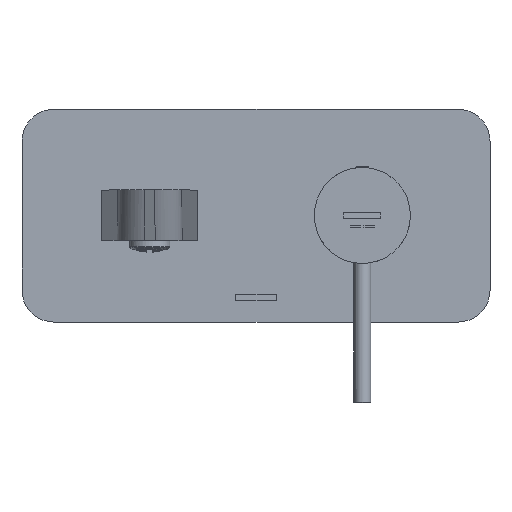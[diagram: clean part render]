
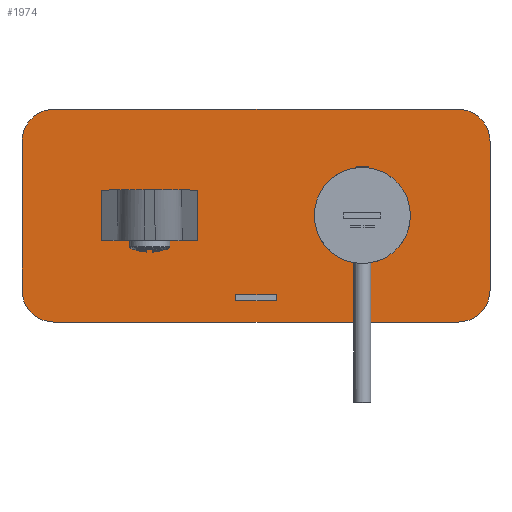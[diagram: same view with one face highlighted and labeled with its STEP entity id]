
A CAD part, top view. The second image highlights one B-rep face of the part: STEP entity #1974.
In plain terms, the highlighted planar face has unit normal (0, 0, 1).
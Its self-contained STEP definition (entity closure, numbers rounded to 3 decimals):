
#211 = CARTESIAN_POINT ( 'NONE',  ( -158.281, -66.283, 50. ) ) ;
#1974 = ADVANCED_FACE ( 'NONE', ( #19416, #38932, #48528, #52702 ), #57166, .F. ) ;
#2077 = VECTOR ( 'NONE', #13277, 1000. ) ;
#2079 = VERTEX_POINT ( 'NONE', #211 ) ;
#2406 = EDGE_CURVE ( 'NONE', #16695, #37912, #2462, .T. ) ;
#2462 = CIRCLE ( 'NONE', #38238, 15. ) ;
#3001 = ORIENTED_EDGE ( 'NONE', *, *, #59128, .F. ) ;
#3753 = CARTESIAN_POINT ( 'NONE',  ( -158.281, -51.283, 50. ) ) ;
#4208 = AXIS2_PLACEMENT_3D ( 'NONE', #55832, #22861, #11691 ) ;
#4996 = VERTEX_POINT ( 'NONE', #33162 ) ;
#5681 = CARTESIAN_POINT ( 'NONE',  ( -158.281, 33.717, 50. ) ) ;
#5728 = ORIENTED_EDGE ( 'NONE', *, *, #2406, .T. ) ;
#5922 = CARTESIAN_POINT ( 'NONE',  ( 31.719, 18.717, 50. ) ) ;
#6313 = EDGE_CURVE ( 'NONE', #16695, #2079, #24560, .T. ) ;
#8467 = DIRECTION ( 'NONE',  ( 0., 0., 1. ) ) ;
#8471 = CARTESIAN_POINT ( 'NONE',  ( -158.281, 18.717, 50. ) ) ;
#8523 = LINE ( 'NONE', #28048, #14654 ) ;
#8615 = VERTEX_POINT ( 'NONE', #51199 ) ;
#9429 = CARTESIAN_POINT ( 'NONE',  ( -72.781, -56.283, 50. ) ) ;
#9521 = VERTEX_POINT ( 'NONE', #63178 ) ;
#11422 = DIRECTION ( 'NONE',  ( -1., 0., 0. ) ) ;
#11610 = VERTEX_POINT ( 'NONE', #40738 ) ;
#11691 = DIRECTION ( 'NONE',  ( -1., 0., 0. ) ) ;
#11745 = EDGE_LOOP ( 'NONE', ( #47888, #19872, #19497, #16773 ) ) ;
#13180 = CARTESIAN_POINT ( 'NONE',  ( -34.531, -16.283, 50. ) ) ;
#13277 = DIRECTION ( 'NONE',  ( 1., 0., 0. ) ) ;
#13347 = CARTESIAN_POINT ( 'NONE',  ( -13.281, -16.283, 50. ) ) ;
#13411 = EDGE_CURVE ( 'NONE', #11610, #11610, #42279, .T. ) ;
#14308 = ORIENTED_EDGE ( 'NONE', *, *, #55164, .F. ) ;
#14575 = ORIENTED_EDGE ( 'NONE', *, *, #13411, .T. ) ;
#14654 = VECTOR ( 'NONE', #19097, 1000. ) ;
#15810 = EDGE_CURVE ( 'NONE', #20829, #53731, #49855, .T. ) ;
#15857 = AXIS2_PLACEMENT_3D ( 'NONE', #8471, #42062, #31840 ) ;
#15926 = CARTESIAN_POINT ( 'NONE',  ( 46.719, -66.283, 50. ) ) ;
#16695 = VERTEX_POINT ( 'NONE', #42270 ) ;
#16773 = ORIENTED_EDGE ( 'NONE', *, *, #54150, .T. ) ;
#17348 = VERTEX_POINT ( 'NONE', #13180 ) ;
#18379 = ORIENTED_EDGE ( 'NONE', *, *, #24180, .T. ) ;
#18524 = CARTESIAN_POINT ( 'NONE',  ( 46.719, -51.283, 50. ) ) ;
#18564 = CIRCLE ( 'NONE', #23671, 15. ) ;
#19097 = DIRECTION ( 'NONE',  ( 0., -1., 0. ) ) ;
#19362 = DIRECTION ( 'NONE',  ( -1., 0., 0. ) ) ;
#19416 = FACE_BOUND ( 'NONE', #11745, .T. ) ;
#19497 = ORIENTED_EDGE ( 'NONE', *, *, #47201, .T. ) ;
#19872 = ORIENTED_EDGE ( 'NONE', *, *, #15810, .T. ) ;
#20097 = EDGE_CURVE ( 'NONE', #41968, #20829, #32977, .T. ) ;
#20829 = VERTEX_POINT ( 'NONE', #9429 ) ;
#20908 = CARTESIAN_POINT ( 'NONE',  ( -53.781, -56.283, 50. ) ) ;
#20976 = VERTEX_POINT ( 'NONE', #47590 ) ;
#21992 = EDGE_CURVE ( 'NONE', #48097, #58433, #39352, .T. ) ;
#22128 = VECTOR ( 'NONE', #11422, 1000. ) ;
#22861 = DIRECTION ( 'NONE',  ( 0., 0., -1. ) ) ;
#23214 = LINE ( 'NONE', #57101, #2077 ) ;
#23671 = AXIS2_PLACEMENT_3D ( 'NONE', #3753, #57807, #43095 ) ;
#24180 = EDGE_CURVE ( 'NONE', #4996, #58433, #53728, .T. ) ;
#24495 = CARTESIAN_POINT ( 'NONE',  ( -53.781, -16.283, 50. ) ) ;
#24560 = LINE ( 'NONE', #15926, #22128 ) ;
#26077 = VECTOR ( 'NONE', #58668, 1000. ) ;
#26142 = AXIS2_PLACEMENT_3D ( 'NONE', #5922, #48788, #31174 ) ;
#26450 = DIRECTION ( 'NONE',  ( 0., 1., 0. ) ) ;
#26483 = ORIENTED_EDGE ( 'NONE', *, *, #21992, .F. ) ;
#26943 = VECTOR ( 'NONE', #58856, 1000. ) ;
#27466 = EDGE_CURVE ( 'NONE', #17348, #17348, #31791, .T. ) ;
#27622 = EDGE_LOOP ( 'NONE', ( #14575 ) ) ;
#28048 = CARTESIAN_POINT ( 'NONE',  ( 46.719, 33.717, 50. ) ) ;
#29447 = EDGE_CURVE ( 'NONE', #20976, #2079, #18564, .T. ) ;
#29614 = LINE ( 'NONE', #24495, #39049 ) ;
#30065 = CARTESIAN_POINT ( 'NONE',  ( -173.281, 33.717, 50. ) ) ;
#31174 = DIRECTION ( 'NONE',  ( -1., 0., 0. ) ) ;
#31791 = CIRCLE ( 'NONE', #4208, 21.25 ) ;
#31840 = DIRECTION ( 'NONE',  ( -1., 0., 0. ) ) ;
#32977 = LINE ( 'NONE', #41944, #47364 ) ;
#33154 = VECTOR ( 'NONE', #26450, 1000. ) ;
#33162 = CARTESIAN_POINT ( 'NONE',  ( 46.719, 18.717, 50. ) ) ;
#34961 = ORIENTED_EDGE ( 'NONE', *, *, #59054, .T. ) ;
#37912 = VERTEX_POINT ( 'NONE', #18524 ) ;
#38238 = AXIS2_PLACEMENT_3D ( 'NONE', #43333, #8467, #48131 ) ;
#38932 = FACE_BOUND ( 'NONE', #27622, .T. ) ;
#39049 = VECTOR ( 'NONE', #48488, 1000. ) ;
#39185 = ORIENTED_EDGE ( 'NONE', *, *, #6313, .F. ) ;
#39191 = AXIS2_PLACEMENT_3D ( 'NONE', #13347, #58420, #47894 ) ;
#39296 = CARTESIAN_POINT ( 'NONE',  ( -72.781, -53.433, 50. ) ) ;
#39321 = CIRCLE ( 'NONE', #15857, 15. ) ;
#39352 = LINE ( 'NONE', #30065, #26943 ) ;
#40587 = ORIENTED_EDGE ( 'NONE', *, *, #27466, .T. ) ;
#40738 = CARTESIAN_POINT ( 'NONE',  ( -125.581, -16.283, 50. ) ) ;
#40867 = CARTESIAN_POINT ( 'NONE',  ( -72.781, -16.283, 50. ) ) ;
#41944 = CARTESIAN_POINT ( 'NONE',  ( -13.281, -56.283, 50. ) ) ;
#41968 = VERTEX_POINT ( 'NONE', #20908 ) ;
#42062 = DIRECTION ( 'NONE',  ( 0., 0., 1. ) ) ;
#42270 = CARTESIAN_POINT ( 'NONE',  ( 31.719, -66.283, 50. ) ) ;
#42279 = CIRCLE ( 'NONE', #58575, 12.3 ) ;
#43095 = DIRECTION ( 'NONE',  ( -1., 0., 0. ) ) ;
#43333 = CARTESIAN_POINT ( 'NONE',  ( 31.719, -51.283, 50. ) ) ;
#44466 = EDGE_LOOP ( 'NONE', ( #40587 ) ) ;
#45376 = CARTESIAN_POINT ( 'NONE',  ( 31.719, 33.717, 50. ) ) ;
#47201 = EDGE_CURVE ( 'NONE', #53731, #9521, #23214, .T. ) ;
#47364 = VECTOR ( 'NONE', #57603, 1000. ) ;
#47590 = CARTESIAN_POINT ( 'NONE',  ( -173.281, -51.283, 50. ) ) ;
#47888 = ORIENTED_EDGE ( 'NONE', *, *, #20097, .T. ) ;
#47894 = DIRECTION ( 'NONE',  ( -1., 0., 0. ) ) ;
#48097 = VERTEX_POINT ( 'NONE', #5681 ) ;
#48131 = DIRECTION ( 'NONE',  ( -1., 0., 0. ) ) ;
#48135 = LINE ( 'NONE', #49077, #26077 ) ;
#48462 = CARTESIAN_POINT ( 'NONE',  ( -113.281, -16.283, 50. ) ) ;
#48488 = DIRECTION ( 'NONE',  ( 0., -1., 0. ) ) ;
#48528 = FACE_BOUND ( 'NONE', #44466, .T. ) ;
#48788 = DIRECTION ( 'NONE',  ( 0., 0., 1. ) ) ;
#49077 = CARTESIAN_POINT ( 'NONE',  ( -173.281, -66.283, 50. ) ) ;
#49855 = LINE ( 'NONE', #40867, #33154 ) ;
#49969 = ORIENTED_EDGE ( 'NONE', *, *, #29447, .T. ) ;
#51199 = CARTESIAN_POINT ( 'NONE',  ( -173.281, 18.717, 50. ) ) ;
#52702 = FACE_OUTER_BOUND ( 'NONE', #59585, .T. ) ;
#53728 = CIRCLE ( 'NONE', #26142, 15. ) ;
#53731 = VERTEX_POINT ( 'NONE', #39296 ) ;
#54150 = EDGE_CURVE ( 'NONE', #9521, #41968, #29614, .T. ) ;
#55164 = EDGE_CURVE ( 'NONE', #4996, #37912, #8523, .T. ) ;
#55832 = CARTESIAN_POINT ( 'NONE',  ( -13.281, -16.283, 50. ) ) ;
#57101 = CARTESIAN_POINT ( 'NONE',  ( -13.281, -53.433, 50. ) ) ;
#57166 = PLANE ( 'NONE',  #39191 ) ;
#57603 = DIRECTION ( 'NONE',  ( -1., 0., 0. ) ) ;
#57807 = DIRECTION ( 'NONE',  ( 0., 0., 1. ) ) ;
#58420 = DIRECTION ( 'NONE',  ( 0., 0., -1. ) ) ;
#58433 = VERTEX_POINT ( 'NONE', #45376 ) ;
#58575 = AXIS2_PLACEMENT_3D ( 'NONE', #48462, #63180, #19362 ) ;
#58668 = DIRECTION ( 'NONE',  ( 0., 1., 0. ) ) ;
#58856 = DIRECTION ( 'NONE',  ( 1., 0., 0. ) ) ;
#59054 = EDGE_CURVE ( 'NONE', #48097, #8615, #39321, .T. ) ;
#59128 = EDGE_CURVE ( 'NONE', #20976, #8615, #48135, .T. ) ;
#59585 = EDGE_LOOP ( 'NONE', ( #14308, #18379, #26483, #34961, #3001, #49969, #39185, #5728 ) ) ;
#63178 = CARTESIAN_POINT ( 'NONE',  ( -53.781, -53.433, 50. ) ) ;
#63180 = DIRECTION ( 'NONE',  ( 0., 0., -1. ) ) ;
